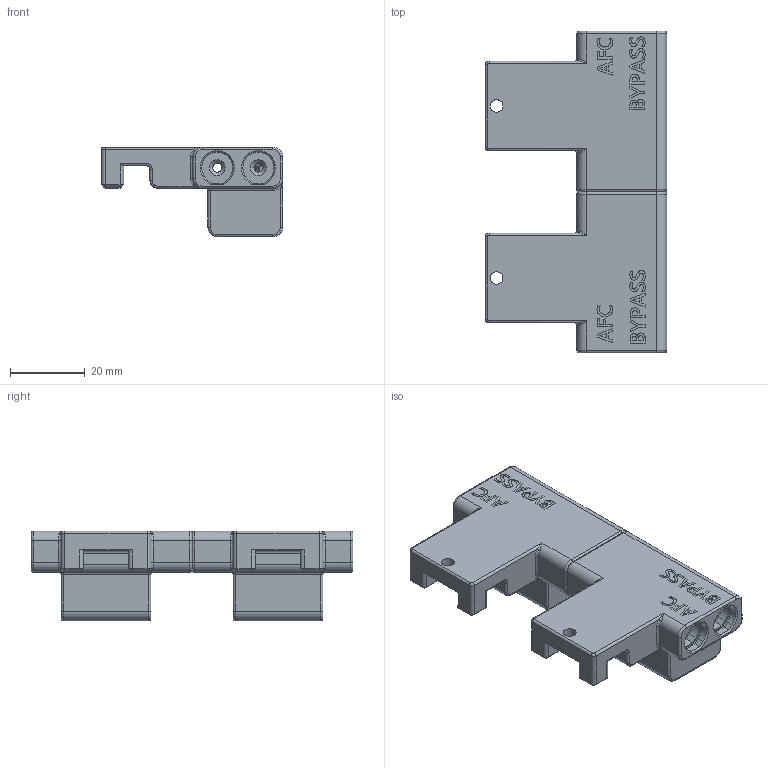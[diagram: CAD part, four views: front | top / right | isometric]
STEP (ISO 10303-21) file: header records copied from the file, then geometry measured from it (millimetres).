
FILE_DESCRIPTION(/* description */ ('','CAx-IF Rec.Pracs.---Representation and Presentation of Product Manufacturing Information (PMI)---4.0---2014-10-13'),/* implementation_level */ '2;1');
FILE_NAME(/* name */ 'AFC_Bypass_VORON.step',/* time_stamp */ '2024-12-22T17:22:24-08:00',/* author */ (''),/* organization */ (''),/* preprocessor_version */ 'ST-DEVELOPER v20',/* originating_system */ 'Autodesk Translation Framework v13.20.0.188',/* authorisation */ '');
FILE_SCHEMA (('AP242_MANAGED_MODEL_BASED_3D_ENGINEERING_MIM_LF { 1 0 10303 442 1 1 4 }'));
Length unit declared in the file: millimetre
Products named in the file (3): AFC_Bypass_VORON; AFC_Bypass_Voron_L; AFC_Bypass_Voron_R
Assembly tree (2 placements, depth 2):
  AFC_Bypass_VORON
    AFC_Bypass_Voron_L
    AFC_Bypass_Voron_R
Bounding box: 48.5 x 86 x 24 mm (x, y, z)
Volume: 39032.9 mm3; surface area: 16437 mm2
Topology: 20 solids, 20 shells, 1334 faces, 3503 edges, 2231 vertices
Faces by surface type: plane 598, bspline 496, cylinder 150, torus 50, cone 38, sphere 2
Full cylindrical faces by diameter (mm): 1.8 x8, 2.35 x4, 3.4 x2, 4.2 x4
Entity records: 46263 total; most frequent: CARTESIAN_POINT 16635, ORIENTED_EDGE 6946, DIRECTION 4544, EDGE_CURVE 3473, VERTEX_POINT 2231, LINE 2064, VECTOR 2064, EDGE_LOOP 1434
